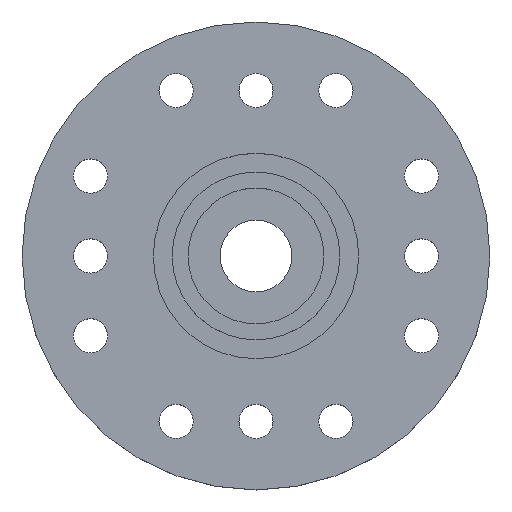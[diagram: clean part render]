
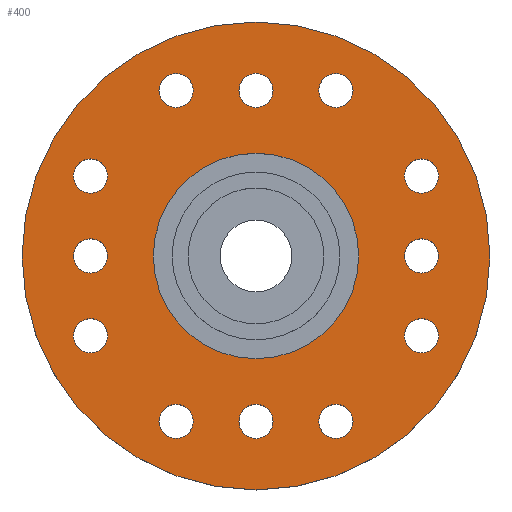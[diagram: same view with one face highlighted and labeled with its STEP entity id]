
A CAD part, top view. The second image highlights one B-rep face of the part: STEP entity #400.
In plain terms, the highlighted planar face has unit normal (0, 0, 1).
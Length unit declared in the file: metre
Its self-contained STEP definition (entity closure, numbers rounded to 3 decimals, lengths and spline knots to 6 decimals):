
#13=PLANE('',#477);
#71=ORIENTED_EDGE('',*,*,#126,.F.);
#72=ORIENTED_EDGE('',*,*,#95,.F.);
#73=ORIENTED_EDGE('',*,*,#97,.F.);
#74=ORIENTED_EDGE('',*,*,#99,.F.);
#75=ORIENTED_EDGE('',*,*,#103,.T.);
#76=ORIENTED_EDGE('',*,*,#113,.T.);
#77=ORIENTED_EDGE('',*,*,#115,.F.);
#78=ORIENTED_EDGE('',*,*,#117,.F.);
#79=ORIENTED_EDGE('',*,*,#124,.T.);
#80=ORIENTED_EDGE('',*,*,#111,.F.);
#81=ORIENTED_EDGE('',*,*,#109,.F.);
#82=ORIENTED_EDGE('',*,*,#107,.F.);
#83=ORIENTED_EDGE('',*,*,#105,.T.);
#84=ORIENTED_EDGE('',*,*,#101,.T.);
#95=EDGE_CURVE('',#133,#133,#171,.T.);
#97=EDGE_CURVE('',#135,#135,#173,.T.);
#99=EDGE_CURVE('',#137,#137,#175,.T.);
#101=EDGE_CURVE('',#139,#139,#177,.T.);
#103=EDGE_CURVE('',#141,#141,#179,.T.);
#105=EDGE_CURVE('',#143,#143,#181,.T.);
#107=EDGE_CURVE('',#145,#145,#183,.T.);
#109=EDGE_CURVE('',#147,#147,#185,.T.);
#111=EDGE_CURVE('',#149,#149,#187,.T.);
#113=EDGE_CURVE('',#151,#151,#189,.T.);
#115=EDGE_CURVE('',#153,#153,#191,.T.);
#117=EDGE_CURVE('',#155,#155,#193,.T.);
#124=EDGE_CURVE('',#162,#162,#200,.T.);
#126=EDGE_CURVE('',#164,#164,#202,.T.);
#133=VERTEX_POINT('',#616);
#135=VERTEX_POINT('',#621);
#137=VERTEX_POINT('',#626);
#139=VERTEX_POINT('',#631);
#141=VERTEX_POINT('',#636);
#143=VERTEX_POINT('',#641);
#145=VERTEX_POINT('',#646);
#147=VERTEX_POINT('',#651);
#149=VERTEX_POINT('',#656);
#151=VERTEX_POINT('',#661);
#153=VERTEX_POINT('',#666);
#155=VERTEX_POINT('',#671);
#162=VERTEX_POINT('',#688);
#164=VERTEX_POINT('',#693);
#171=CIRCLE('',#420,0.00075);
#173=CIRCLE('',#423,0.00075);
#175=CIRCLE('',#426,0.00075);
#177=CIRCLE('',#429,0.00075);
#179=CIRCLE('',#432,0.00075);
#181=CIRCLE('',#435,0.00075);
#183=CIRCLE('',#438,0.00075);
#185=CIRCLE('',#441,0.00075);
#187=CIRCLE('',#444,0.00075);
#189=CIRCLE('',#447,0.00075);
#191=CIRCLE('',#450,0.00075);
#193=CIRCLE('',#453,0.00075);
#200=CIRCLE('',#463,0.0045);
#202=CIRCLE('',#466,0.01025);
#261=EDGE_LOOP('',(#71));
#262=EDGE_LOOP('',(#72));
#263=EDGE_LOOP('',(#73));
#264=EDGE_LOOP('',(#74));
#265=EDGE_LOOP('',(#75));
#266=EDGE_LOOP('',(#76));
#267=EDGE_LOOP('',(#77));
#268=EDGE_LOOP('',(#78));
#269=EDGE_LOOP('',(#79));
#270=EDGE_LOOP('',(#80));
#271=EDGE_LOOP('',(#81));
#272=EDGE_LOOP('',(#82));
#273=EDGE_LOOP('',(#83));
#274=EDGE_LOOP('',(#84));
#337=FACE_BOUND('',#261,.T.);
#338=FACE_BOUND('',#262,.T.);
#339=FACE_BOUND('',#263,.T.);
#340=FACE_BOUND('',#264,.T.);
#341=FACE_BOUND('',#265,.T.);
#342=FACE_BOUND('',#266,.T.);
#343=FACE_BOUND('',#267,.T.);
#344=FACE_BOUND('',#268,.T.);
#345=FACE_BOUND('',#269,.T.);
#346=FACE_BOUND('',#270,.T.);
#347=FACE_BOUND('',#271,.T.);
#348=FACE_BOUND('',#272,.T.);
#349=FACE_BOUND('',#273,.T.);
#350=FACE_BOUND('',#274,.T.);
#400=ADVANCED_FACE('',(#337,#338,#339,#340,#341,#342,#343,#344,#345,#346,
#347,#348,#349,#350),#13,.T.);
#420=AXIS2_PLACEMENT_3D('',#615,#487,#488);
#423=AXIS2_PLACEMENT_3D('',#620,#493,#494);
#426=AXIS2_PLACEMENT_3D('',#625,#499,#500);
#429=AXIS2_PLACEMENT_3D('',#630,#505,#506);
#432=AXIS2_PLACEMENT_3D('',#635,#511,#512);
#435=AXIS2_PLACEMENT_3D('',#640,#517,#518);
#438=AXIS2_PLACEMENT_3D('',#645,#523,#524);
#441=AXIS2_PLACEMENT_3D('',#650,#529,#530);
#444=AXIS2_PLACEMENT_3D('',#655,#535,#536);
#447=AXIS2_PLACEMENT_3D('',#660,#541,#542);
#450=AXIS2_PLACEMENT_3D('',#665,#547,#548);
#453=AXIS2_PLACEMENT_3D('',#670,#553,#554);
#463=AXIS2_PLACEMENT_3D('',#687,#573,#574);
#466=AXIS2_PLACEMENT_3D('',#692,#579,#580);
#477=AXIS2_PLACEMENT_3D('',#710,#601,#602);
#487=DIRECTION('',(0.,0.,1.));
#488=DIRECTION('',(1.,0.,0.));
#493=DIRECTION('',(0.,0.,1.));
#494=DIRECTION('',(0.,1.,0.));
#499=DIRECTION('',(0.,0.,1.));
#500=DIRECTION('',(-1.,0.,0.));
#505=DIRECTION('',(0.,0.,-1.));
#506=DIRECTION('',(-1.,0.,0.));
#511=DIRECTION('',(0.,0.,-1.));
#512=DIRECTION('',(0.,-1.,0.));
#517=DIRECTION('',(0.,0.,-1.));
#518=DIRECTION('',(1.,0.,0.));
#523=DIRECTION('',(0.,0.,1.));
#524=DIRECTION('',(1.,0.,0.));
#529=DIRECTION('',(0.,0.,1.));
#530=DIRECTION('',(0.,1.,0.));
#535=DIRECTION('',(0.,0.,1.));
#536=DIRECTION('',(-1.,0.,0.));
#541=DIRECTION('',(0.,0.,-1.));
#542=DIRECTION('',(0.,1.,0.));
#547=DIRECTION('',(0.,0.,1.));
#548=DIRECTION('',(0.,-1.,0.));
#553=DIRECTION('',(0.,0.,1.));
#554=DIRECTION('',(0.,-1.,0.));
#573=DIRECTION('',(0.,0.,-1.));
#574=DIRECTION('',(0.,1.,0.));
#579=DIRECTION('',(0.,0.,-1.));
#580=DIRECTION('',(0.,1.,0.));
#601=DIRECTION('',(0.,0.,1.));
#602=DIRECTION('',(1.,0.,0.));
#615=CARTESIAN_POINT('',(0.0035,0.00725,0.00105));
#616=CARTESIAN_POINT('',(0.00425,0.00725,0.00105));
#620=CARTESIAN_POINT('',(-0.00725,0.0035,0.00105));
#621=CARTESIAN_POINT('',(-0.00725,0.00425,0.00105));
#625=CARTESIAN_POINT('',(-0.0035,-0.00725,0.00105));
#626=CARTESIAN_POINT('',(-0.00425,-0.00725,0.00105));
#630=CARTESIAN_POINT('',(-0.0035,0.00725,0.00105));
#631=CARTESIAN_POINT('',(-0.00425,0.00725,0.00105));
#635=CARTESIAN_POINT('',(-0.00725,-0.0035,0.00105));
#636=CARTESIAN_POINT('',(-0.00725,-0.00425,0.00105));
#640=CARTESIAN_POINT('',(0.0035,-0.00725,0.00105));
#641=CARTESIAN_POINT('',(0.00425,-0.00725,0.00105));
#645=CARTESIAN_POINT('',(0.,0.00725,0.00105));
#646=CARTESIAN_POINT('',(0.00075,0.00725,0.00105));
#650=CARTESIAN_POINT('',(-0.00725,0.,0.00105));
#651=CARTESIAN_POINT('',(-0.00725,0.00075,0.00105));
#655=CARTESIAN_POINT('',(0.,-0.00725,0.00105));
#656=CARTESIAN_POINT('',(-0.00075,-0.00725,0.00105));
#660=CARTESIAN_POINT('',(0.00725,0.0035,0.00105));
#661=CARTESIAN_POINT('',(0.00725,0.00425,0.00105));
#665=CARTESIAN_POINT('',(0.00725,-0.0035,0.00105));
#666=CARTESIAN_POINT('',(0.00725,-0.00425,0.00105));
#670=CARTESIAN_POINT('',(0.00725,0.,0.00105));
#671=CARTESIAN_POINT('',(0.00725,-0.00075,0.00105));
#687=CARTESIAN_POINT('',(0.,0.,0.00105));
#688=CARTESIAN_POINT('',(0.,0.0045,0.00105));
#692=CARTESIAN_POINT('',(0.,0.,0.00105));
#693=CARTESIAN_POINT('',(0.,0.01025,0.00105));
#710=CARTESIAN_POINT('',(0.01025,0.,0.00105));
